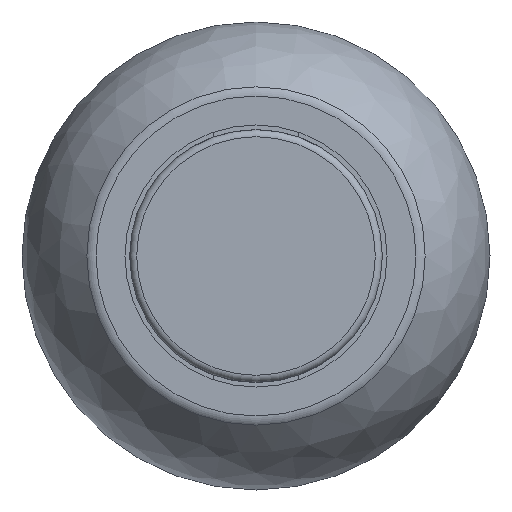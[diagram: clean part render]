
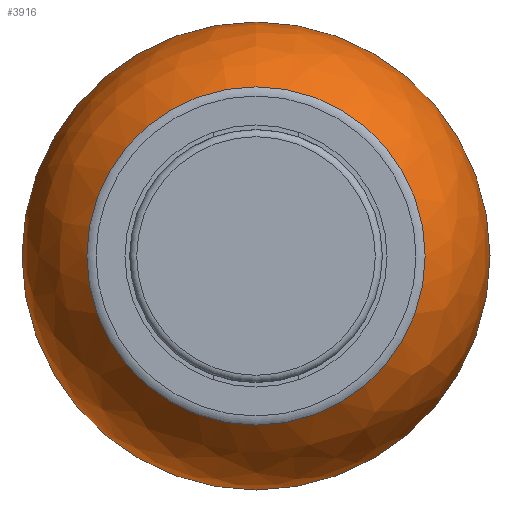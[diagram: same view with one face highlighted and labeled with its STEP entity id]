
A CAD part, front view. The second image highlights one B-rep face of the part: STEP entity #3916.
In plain terms, the highlighted free-form (B-spline) face has degree [2, 2] with [3, 9] control points.
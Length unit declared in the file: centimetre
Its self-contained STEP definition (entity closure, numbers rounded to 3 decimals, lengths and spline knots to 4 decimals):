
#63=(
BOUNDED_SURFACE()
B_SPLINE_SURFACE(2,2,((#6242,#6243,#6244,#6245,#6246,#6247,#6248,#6249,
#6250),(#6251,#6252,#6253,#6254,#6255,#6256,#6257,#6258,#6259),(#6260,#6261,
#6262,#6263,#6264,#6265,#6266,#6267,#6268)),.UNSPECIFIED.,.F.,.T.,.F.)
B_SPLINE_SURFACE_WITH_KNOTS((3,3),(3,2,2,2,3),(-0.8583,0.),(-3.1416,
-1.5708,0.,1.5708,3.1416),.UNSPECIFIED.)
GEOMETRIC_REPRESENTATION_ITEM()
RATIONAL_B_SPLINE_SURFACE(((1.,0.707,1.,0.707,1.,
0.707,1.,0.707,1.),(0.909,0.643,
0.909,0.643,0.909,0.643,
0.909,0.643,0.909),(1.,0.707,
1.,0.707,1.,0.707,1.,0.707,1.)))
REPRESENTATION_ITEM('')
SURFACE()
);
#209=CIRCLE('',#4220,0.3615);
#213=CIRCLE('',#4225,0.5);
#214=CIRCLE('',#4226,0.4);
#423=FACE_OUTER_BOUND('',#637,.T.);
#637=EDGE_LOOP('',(#3189,#3190,#3191,#3192));
#1749=VERTEX_POINT('',#6234);
#1752=VERTEX_POINT('',#6269);
#2257=EDGE_CURVE('',#1749,#1749,#209,.T.);
#2261=EDGE_CURVE('',#1752,#1752,#213,.T.);
#2262=EDGE_CURVE('',#1752,#1749,#214,.T.);
#3189=ORIENTED_EDGE('',*,*,#2261,.F.);
#3190=ORIENTED_EDGE('',*,*,#2262,.T.);
#3191=ORIENTED_EDGE('',*,*,#2257,.F.);
#3192=ORIENTED_EDGE('',*,*,#2262,.F.);
#3916=ADVANCED_FACE('',(#423),#63,.F.);
#4220=AXIS2_PLACEMENT_3D('',#6235,#5062,#5063);
#4225=AXIS2_PLACEMENT_3D('',#6270,#5072,#5073);
#4226=AXIS2_PLACEMENT_3D('',#6271,#5074,#5075);
#5062=DIRECTION('center_axis',(0.,-1.,0.));
#5063=DIRECTION('ref_axis',(1.,0.,0.));
#5072=DIRECTION('center_axis',(0.,1.,0.));
#5073=DIRECTION('ref_axis',(-1.,0.,0.));
#5074=DIRECTION('center_axis',(1.,0.,0.));
#5075=DIRECTION('ref_axis',(0.,0.,1.));
#6234=CARTESIAN_POINT('',(0.,-1.1027,0.3615));
#6235=CARTESIAN_POINT('Origin',(0.,-1.1027,0.));
#6242=CARTESIAN_POINT('Ctrl Pts',(0.,-1.1027,0.3615));
#6243=CARTESIAN_POINT('Ctrl Pts',(0.3615,-1.1027,0.3615));
#6244=CARTESIAN_POINT('Ctrl Pts',(0.3615,-1.1027,0.));
#6245=CARTESIAN_POINT('Ctrl Pts',(0.3615,-1.1027,-0.3615));
#6246=CARTESIAN_POINT('Ctrl Pts',(0.,-1.1027,-0.3615));
#6247=CARTESIAN_POINT('Ctrl Pts',(-0.3615,-1.1027,-0.3615));
#6248=CARTESIAN_POINT('Ctrl Pts',(-0.3615,-1.1027,0.));
#6249=CARTESIAN_POINT('Ctrl Pts',(-0.3615,-1.1027,0.3615));
#6250=CARTESIAN_POINT('Ctrl Pts',(0.,-1.1027,0.3615));
#6251=CARTESIAN_POINT('Ctrl Pts',(0.,-0.983,0.5));
#6252=CARTESIAN_POINT('Ctrl Pts',(0.5,-0.983,0.5));
#6253=CARTESIAN_POINT('Ctrl Pts',(0.5,-0.983,0.));
#6254=CARTESIAN_POINT('Ctrl Pts',(0.5,-0.983,-0.5));
#6255=CARTESIAN_POINT('Ctrl Pts',(0.,-0.983,-0.5));
#6256=CARTESIAN_POINT('Ctrl Pts',(-0.5,-0.983,-0.5));
#6257=CARTESIAN_POINT('Ctrl Pts',(-0.5,-0.983,0.));
#6258=CARTESIAN_POINT('Ctrl Pts',(-0.5,-0.983,0.5));
#6259=CARTESIAN_POINT('Ctrl Pts',(0.,-0.983,0.5));
#6260=CARTESIAN_POINT('Ctrl Pts',(0.,-0.8,0.5));
#6261=CARTESIAN_POINT('Ctrl Pts',(0.5,-0.8,0.5));
#6262=CARTESIAN_POINT('Ctrl Pts',(0.5,-0.8,0.));
#6263=CARTESIAN_POINT('Ctrl Pts',(0.5,-0.8,-0.5));
#6264=CARTESIAN_POINT('Ctrl Pts',(0.,-0.8,-0.5));
#6265=CARTESIAN_POINT('Ctrl Pts',(-0.5,-0.8,-0.5));
#6266=CARTESIAN_POINT('Ctrl Pts',(-0.5,-0.8,0.));
#6267=CARTESIAN_POINT('Ctrl Pts',(-0.5,-0.8,0.5));
#6268=CARTESIAN_POINT('Ctrl Pts',(0.,-0.8,0.5));
#6269=CARTESIAN_POINT('',(0.,-0.8,0.5));
#6270=CARTESIAN_POINT('Origin',(0.,-0.8,0.));
#6271=CARTESIAN_POINT('Origin',(0.,-0.8,0.1));
